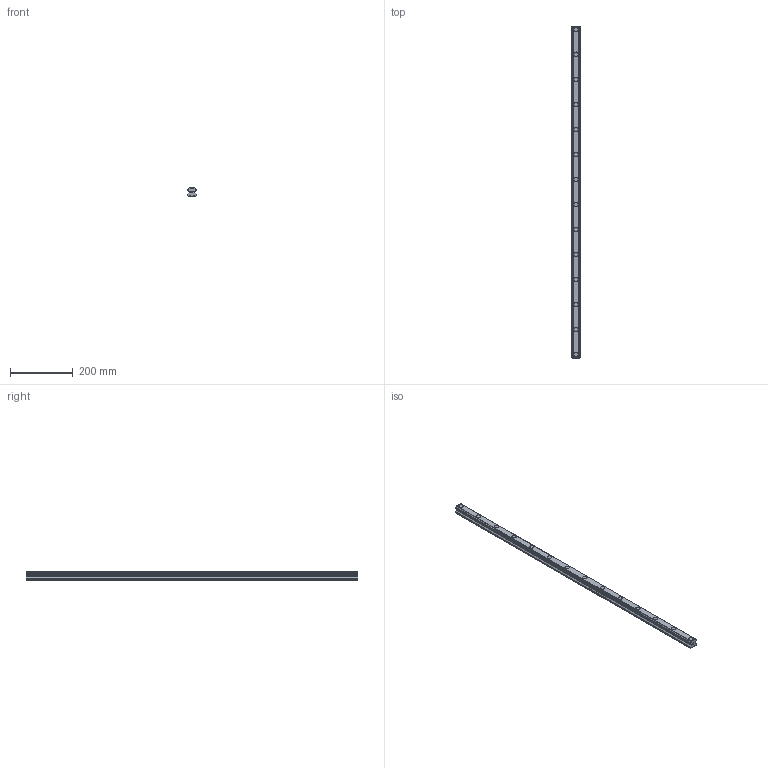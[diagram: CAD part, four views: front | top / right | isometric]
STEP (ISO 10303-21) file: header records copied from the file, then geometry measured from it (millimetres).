
FILE_DESCRIPTION(('STEP AP214'),'1');
FILE_NAME('cctmp_CCDD752B-550A-45A2-A383-5ADFFD819FA2_2020_6_24_8_46_20_834..stp','2020-06-24T06:46:20',('HIWIN GmbH'),('CADClick - www.CADClick.com'),'Spatial InterOp 3D',' ','unknown authorization');
FILE_SCHEMA(('AUTOMOTIVE_DESIGN'));
Length unit declared in the file: millimetre
Products named in the file (1): HGR30R1060H_FILE
Bounding box: 28 x 1060 x 26 mm (x, y, z)
Volume: 614816.3 mm3; surface area: 132920.5 mm2
Topology: 1 solids, 1 shells, 241 faces, 579 edges, 386 vertices
Faces by surface type: plane 135, cylinder 106
Entity records: 9017 total; most frequent: DIRECTION 1275, CARTESIAN_POINT 1207, ORIENTED_EDGE 1158, EDGE_CURVE 579, AXIS2_PLACEMENT_3D 454, VERTEX_POINT 386, LINE 367, VECTOR 367
